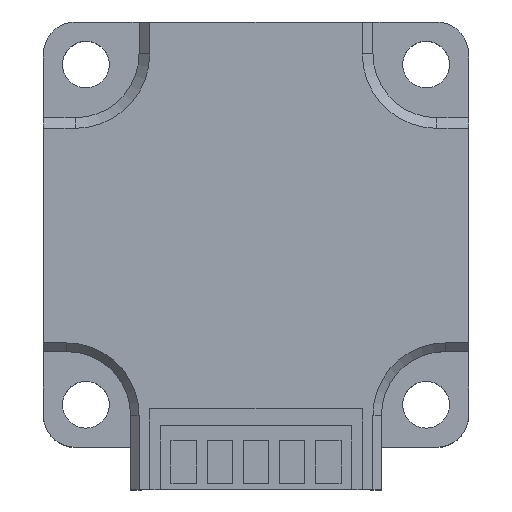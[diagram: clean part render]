
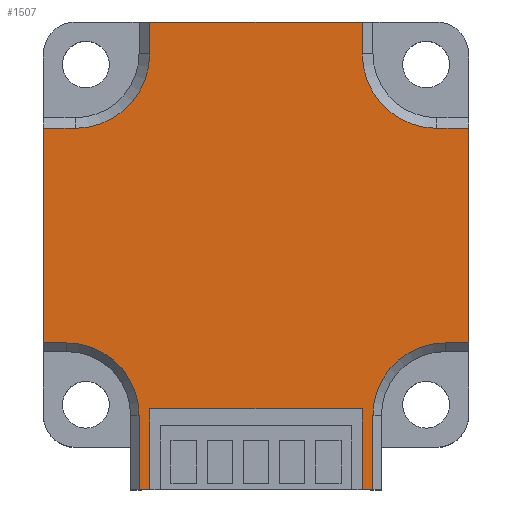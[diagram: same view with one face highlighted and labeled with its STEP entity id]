
A CAD part, top view. The second image highlights one B-rep face of the part: STEP entity #1507.
In plain terms, the highlighted planar face has unit normal (0, 0, 1).
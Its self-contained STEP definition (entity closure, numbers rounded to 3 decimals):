
#53=CIRCLE('',#1608,3.4);
#56=CIRCLE('',#1618,3.4);
#57=CIRCLE('',#1622,3.5);
#58=CIRCLE('',#1623,3.5);
#113=FACE_OUTER_BOUND('',#203,.T.);
#203=EDGE_LOOP('',(#1185,#1186,#1187,#1188,#1189,#1190,#1191,#1192,#1193,
#1194,#1195,#1196,#1197,#1198,#1199,#1200,#1201,#1202,#1203,#1204));
#335=LINE('',#2288,#521);
#337=LINE('',#2293,#523);
#346=LINE('',#2309,#532);
#351=LINE('',#2323,#537);
#357=LINE('',#2338,#543);
#358=LINE('',#2341,#544);
#366=LINE('',#2356,#552);
#367=LINE('',#2360,#553);
#368=LINE('',#2362,#554);
#369=LINE('',#2364,#555);
#370=LINE('',#2367,#556);
#371=LINE('',#2369,#557);
#372=LINE('',#2371,#558);
#373=LINE('',#2373,#559);
#374=LINE('',#2375,#560);
#375=LINE('',#2376,#561);
#521=VECTOR('',#1852,3.5);
#523=VECTOR('',#1856,1.1);
#532=VECTOR('',#1867,10.1);
#537=VECTOR('',#1880,3.5);
#543=VECTOR('',#1894,1.1);
#544=VECTOR('',#1897,10.1);
#552=VECTOR('',#1907,1.5);
#553=VECTOR('',#1910,1.5);
#554=VECTOR('',#1911,10.);
#555=VECTOR('',#1912,1.5);
#556=VECTOR('',#1915,1.5);
#557=VECTOR('',#1916,0.5);
#558=VECTOR('',#1917,3.8);
#559=VECTOR('',#1918,10.);
#560=VECTOR('',#1919,3.8);
#561=VECTOR('',#1920,0.5);
#687=VERTEX_POINT('',#2275);
#690=VERTEX_POINT('',#2280);
#691=VERTEX_POINT('',#2284);
#694=VERTEX_POINT('',#2291);
#700=VERTEX_POINT('',#2307);
#704=VERTEX_POINT('',#2320);
#705=VERTEX_POINT('',#2322);
#707=VERTEX_POINT('',#2328);
#709=VERTEX_POINT('',#2334);
#711=VERTEX_POINT('',#2340);
#717=VERTEX_POINT('',#2355);
#718=VERTEX_POINT('',#2357);
#719=VERTEX_POINT('',#2359);
#720=VERTEX_POINT('',#2361);
#721=VERTEX_POINT('',#2363);
#722=VERTEX_POINT('',#2365);
#723=VERTEX_POINT('',#2368);
#724=VERTEX_POINT('',#2370);
#725=VERTEX_POINT('',#2372);
#726=VERTEX_POINT('',#2374);
#854=EDGE_CURVE('',#690,#687,#53,.T.);
#857=EDGE_CURVE('',#687,#691,#335,.T.);
#859=EDGE_CURVE('',#694,#690,#337,.T.);
#868=EDGE_CURVE('',#700,#694,#346,.T.);
#874=EDGE_CURVE('',#704,#705,#351,.T.);
#879=EDGE_CURVE('',#705,#707,#56,.T.);
#882=EDGE_CURVE('',#707,#709,#357,.T.);
#883=EDGE_CURVE('',#709,#711,#358,.T.);
#891=EDGE_CURVE('',#717,#700,#366,.T.);
#892=EDGE_CURVE('',#718,#717,#57,.T.);
#893=EDGE_CURVE('',#719,#718,#367,.T.);
#894=EDGE_CURVE('',#720,#719,#368,.T.);
#895=EDGE_CURVE('',#721,#720,#369,.T.);
#896=EDGE_CURVE('',#722,#721,#58,.T.);
#897=EDGE_CURVE('',#711,#722,#370,.T.);
#898=EDGE_CURVE('',#723,#704,#371,.T.);
#899=EDGE_CURVE('',#723,#724,#372,.T.);
#900=EDGE_CURVE('',#724,#725,#373,.T.);
#901=EDGE_CURVE('',#725,#726,#374,.T.);
#902=EDGE_CURVE('',#691,#726,#375,.T.);
#1185=ORIENTED_EDGE('',*,*,#859,.F.);
#1186=ORIENTED_EDGE('',*,*,#868,.F.);
#1187=ORIENTED_EDGE('',*,*,#891,.F.);
#1188=ORIENTED_EDGE('',*,*,#892,.F.);
#1189=ORIENTED_EDGE('',*,*,#893,.F.);
#1190=ORIENTED_EDGE('',*,*,#894,.F.);
#1191=ORIENTED_EDGE('',*,*,#895,.F.);
#1192=ORIENTED_EDGE('',*,*,#896,.F.);
#1193=ORIENTED_EDGE('',*,*,#897,.F.);
#1194=ORIENTED_EDGE('',*,*,#883,.F.);
#1195=ORIENTED_EDGE('',*,*,#882,.F.);
#1196=ORIENTED_EDGE('',*,*,#879,.F.);
#1197=ORIENTED_EDGE('',*,*,#874,.F.);
#1198=ORIENTED_EDGE('',*,*,#898,.F.);
#1199=ORIENTED_EDGE('',*,*,#899,.T.);
#1200=ORIENTED_EDGE('',*,*,#900,.T.);
#1201=ORIENTED_EDGE('',*,*,#901,.T.);
#1202=ORIENTED_EDGE('',*,*,#902,.F.);
#1203=ORIENTED_EDGE('',*,*,#857,.F.);
#1204=ORIENTED_EDGE('',*,*,#854,.F.);
#1439=PLANE('',#1621);
#1507=ADVANCED_FACE('',(#113),#1439,.T.);
#1608=AXIS2_PLACEMENT_3D('',#2282,#1846,#1847);
#1618=AXIS2_PLACEMENT_3D('',#2332,#1888,#1889);
#1621=AXIS2_PLACEMENT_3D('',#2354,#1905,#1906);
#1622=AXIS2_PLACEMENT_3D('',#2358,#1908,#1909);
#1623=AXIS2_PLACEMENT_3D('',#2366,#1913,#1914);
#1846=DIRECTION('center_axis',(0.,0.,1.));
#1847=DIRECTION('ref_axis',(0.,1.,0.));
#1852=DIRECTION('',(0.,-1.,0.));
#1856=DIRECTION('',(-1.,0.,0.));
#1867=DIRECTION('',(0.,-1.,0.));
#1880=DIRECTION('',(0.,1.,0.));
#1888=DIRECTION('center_axis',(0.,0.,1.));
#1889=DIRECTION('ref_axis',(1.,0.,0.));
#1894=DIRECTION('',(-1.,0.,0.));
#1897=DIRECTION('',(0.,1.,0.));
#1905=DIRECTION('center_axis',(0.,0.,1.));
#1906=DIRECTION('ref_axis',(1.,0.,0.));
#1907=DIRECTION('',(1.,0.,0.));
#1908=DIRECTION('center_axis',(0.,0.,1.));
#1909=DIRECTION('ref_axis',(-1.,0.,0.));
#1910=DIRECTION('',(0.,-1.,0.));
#1911=DIRECTION('',(1.,0.,0.));
#1912=DIRECTION('',(0.,1.,0.));
#1913=DIRECTION('center_axis',(0.,0.,1.));
#1914=DIRECTION('ref_axis',(0.,-1.,0.));
#1915=DIRECTION('',(1.,0.,0.));
#1916=DIRECTION('',(-1.,0.,0.));
#1917=DIRECTION('',(0.,1.,0.));
#1918=DIRECTION('',(1.,0.,0.));
#1919=DIRECTION('',(0.,-1.,0.));
#1920=DIRECTION('',(-1.,0.,0.));
#2275=CARTESIAN_POINT('',(5.5,-8.5,9.));
#2280=CARTESIAN_POINT('',(8.9,-5.1,9.));
#2282=CARTESIAN_POINT('Origin',(8.9,-8.5,9.));
#2284=CARTESIAN_POINT('',(5.5,-12.,9.));
#2288=CARTESIAN_POINT('',(5.5,-8.5,9.));
#2291=CARTESIAN_POINT('',(10.,-5.1,9.));
#2293=CARTESIAN_POINT('',(10.,-5.1,9.));
#2307=CARTESIAN_POINT('',(10.,5.,9.));
#2309=CARTESIAN_POINT('',(10.,5.,9.));
#2320=CARTESIAN_POINT('',(-5.5,-12.,9.));
#2322=CARTESIAN_POINT('',(-5.5,-8.5,9.));
#2323=CARTESIAN_POINT('',(-5.5,-12.,9.));
#2328=CARTESIAN_POINT('',(-8.9,-5.1,9.));
#2332=CARTESIAN_POINT('Origin',(-8.9,-8.5,9.));
#2334=CARTESIAN_POINT('',(-10.,-5.1,9.));
#2338=CARTESIAN_POINT('',(-8.9,-5.1,9.));
#2340=CARTESIAN_POINT('',(-10.,5.,9.));
#2341=CARTESIAN_POINT('',(-10.,-5.1,9.));
#2354=CARTESIAN_POINT('Origin',(0.,-0.83,9.));
#2355=CARTESIAN_POINT('',(8.5,5.,9.));
#2356=CARTESIAN_POINT('',(8.5,5.,9.));
#2357=CARTESIAN_POINT('',(5.,8.5,9.));
#2358=CARTESIAN_POINT('Origin',(8.5,8.5,9.));
#2359=CARTESIAN_POINT('',(5.,10.,9.));
#2360=CARTESIAN_POINT('',(5.,10.,9.));
#2361=CARTESIAN_POINT('',(-5.,10.,9.));
#2362=CARTESIAN_POINT('',(-5.,10.,9.));
#2363=CARTESIAN_POINT('',(-5.,8.5,9.));
#2364=CARTESIAN_POINT('',(-5.,8.5,9.));
#2365=CARTESIAN_POINT('',(-8.5,5.,9.));
#2366=CARTESIAN_POINT('Origin',(-8.5,8.5,9.));
#2367=CARTESIAN_POINT('',(-10.,5.,9.));
#2368=CARTESIAN_POINT('',(-5.,-12.,9.));
#2369=CARTESIAN_POINT('',(-5.,-12.,9.));
#2370=CARTESIAN_POINT('',(-5.,-8.2,9.));
#2371=CARTESIAN_POINT('',(-5.,-12.,9.));
#2372=CARTESIAN_POINT('',(5.,-8.2,9.));
#2373=CARTESIAN_POINT('',(-5.,-8.2,9.));
#2374=CARTESIAN_POINT('',(5.,-12.,9.));
#2375=CARTESIAN_POINT('',(5.,-8.2,9.));
#2376=CARTESIAN_POINT('',(5.5,-12.,9.));
